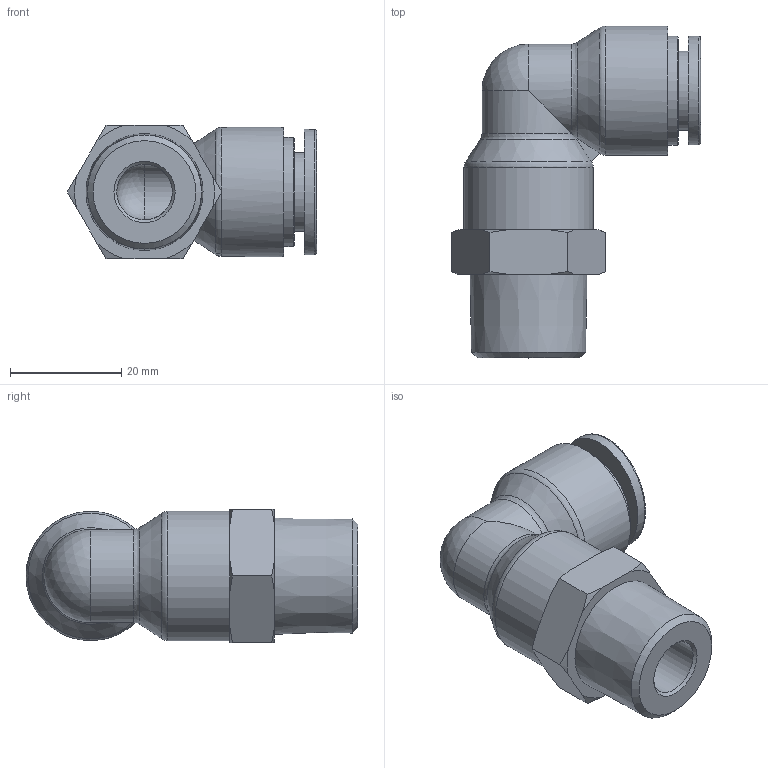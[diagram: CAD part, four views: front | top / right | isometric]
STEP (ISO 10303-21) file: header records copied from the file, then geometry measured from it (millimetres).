
FILE_DESCRIPTION((''),'2;1');
FILE_NAME('CR-PL 1204.stp','2020-08-25T13:16:16',('user'),(''),'Autodesk Inventor 2013','Autodesk Inventor 2013','');
FILE_SCHEMA(('AUTOMOTIVE_DESIGN { 1 0 10303 214 1 1 1 1 }'));
Length unit declared in the file: millimetre
Products named in the file (6): 조립품12; CR-PUL 12 BODY; CR-COLLAR 12; HR-Collar 12L(SUS); CR-SLEEVE 12; HR-PL BODY 1204
Assembly tree (5 placements, depth 3):
  조립품12
    CR-PUL 12 BODY
    CR-COLLAR 12
      HR-Collar 12L(SUS)
      CR-SLEEVE 12
    HR-PL BODY 1204
Bounding box: 44.76 x 59.6 x 24 mm (x, y, z)
Volume: 19506.9 mm3; surface area: 10225.1 mm2
Topology: 4 solids, 4 shells, 402 faces, 1136 edges, 755 vertices
Faces by surface type: plane 355, cone 20, cylinder 18, torus 4, bspline 3, sphere 2
Full cylindrical faces by diameter (mm): 2 x1, 10 x3, 12.18 x1, 12.2 x2, 14.2 x1, 19.6 x1, 23.2 x2
Entity records: 13005 total; most frequent: CARTESIAN_POINT 2594, ORIENTED_EDGE 2212, DIRECTION 1944, EDGE_CURVE 1106, VECTOR 994, LINE 994, VERTEX_POINT 747, AXIS2_PLACEMENT_3D 475
